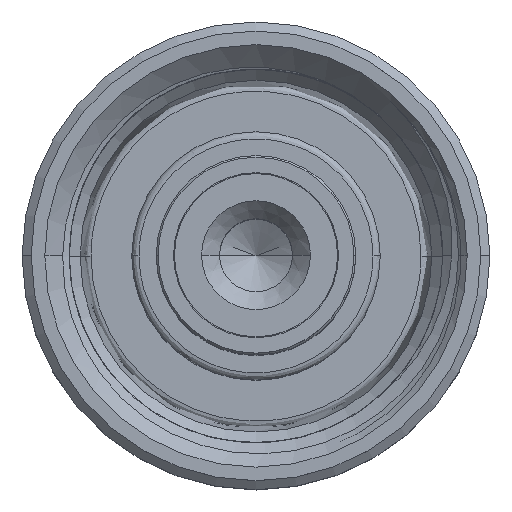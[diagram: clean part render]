
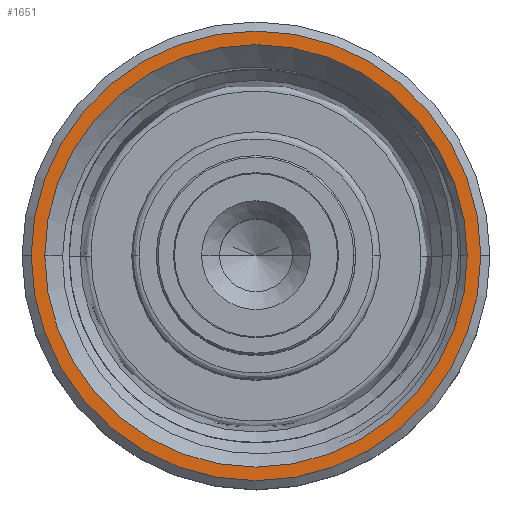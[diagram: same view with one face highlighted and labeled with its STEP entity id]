
A CAD part, top view. The second image highlights one B-rep face of the part: STEP entity #1651.
In plain terms, the highlighted planar face has unit normal (0, 0, 1).
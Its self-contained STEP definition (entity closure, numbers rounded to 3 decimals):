
#99 = VERTEX_POINT ( 'NONE', #13289 ) ;
#1651 = ADVANCED_FACE ( 'NONE', ( #14483, #10360 ), #3074, .T. ) ;
#2563 = VERTEX_POINT ( 'NONE', #13110 ) ;
#2621 = CIRCLE ( 'NONE', #8210, 5.825 ) ;
#2988 = CARTESIAN_POINT ( 'NONE',  ( 0., 6.2, 6.15 ) ) ;
#3051 = CARTESIAN_POINT ( 'NONE',  ( 0., 0., 6.15 ) ) ;
#3074 = PLANE ( 'NONE',  #16338 ) ;
#3102 = VERTEX_POINT ( 'NONE', #14004 ) ;
#3261 = CARTESIAN_POINT ( 'NONE',  ( 0., 0., 6.15 ) ) ;
#3484 = DIRECTION ( 'NONE',  ( 0., 0., -1. ) ) ;
#3576 = CARTESIAN_POINT ( 'NONE',  ( 0., 0., 6.15 ) ) ;
#4113 = AXIS2_PLACEMENT_3D ( 'NONE', #3261, #7328, #14313 ) ;
#4957 = CARTESIAN_POINT ( 'NONE',  ( -5.825, 0., 6.15 ) ) ;
#5467 = ORIENTED_EDGE ( 'NONE', *, *, #7787, .F. ) ;
#5759 = DIRECTION ( 'NONE',  ( 0., 0., -1. ) ) ;
#5819 = DIRECTION ( 'NONE',  ( 0., 0., -1. ) ) ;
#6546 = ORIENTED_EDGE ( 'NONE', *, *, #16025, .F. ) ;
#6847 = CIRCLE ( 'NONE', #13604, 6.2 ) ;
#7206 = DIRECTION ( 'NONE',  ( -1., 0., 0. ) ) ;
#7328 = DIRECTION ( 'NONE',  ( 0., 0., -1. ) ) ;
#7414 = ORIENTED_EDGE ( 'NONE', *, *, #12278, .T. ) ;
#7787 = EDGE_CURVE ( 'NONE', #3102, #2563, #6847, .T. ) ;
#8210 = AXIS2_PLACEMENT_3D ( 'NONE', #14396, #5759, #11390 ) ;
#8642 = AXIS2_PLACEMENT_3D ( 'NONE', #3051, #5819, #7206 ) ;
#10360 = FACE_BOUND ( 'NONE', #17774, .T. ) ;
#10951 = EDGE_CURVE ( 'NONE', #99, #17404, #2621, .T. ) ;
#11390 = DIRECTION ( 'NONE',  ( 1., 0., 0. ) ) ;
#12278 = EDGE_CURVE ( 'NONE', #17404, #99, #14677, .T. ) ;
#13110 = CARTESIAN_POINT ( 'NONE',  ( 6.2, 0., 6.15 ) ) ;
#13289 = CARTESIAN_POINT ( 'NONE',  ( 5.825, 0., 6.15 ) ) ;
#13325 = ORIENTED_EDGE ( 'NONE', *, *, #10951, .T. ) ;
#13604 = AXIS2_PLACEMENT_3D ( 'NONE', #3576, #3484, #14352 ) ;
#14004 = CARTESIAN_POINT ( 'NONE',  ( -6.2, 0., 6.15 ) ) ;
#14217 = DIRECTION ( 'NONE',  ( 1., 0., 0. ) ) ;
#14313 = DIRECTION ( 'NONE',  ( 1., 0., 0. ) ) ;
#14352 = DIRECTION ( 'NONE',  ( -1., 0., 0. ) ) ;
#14396 = CARTESIAN_POINT ( 'NONE',  ( 0., 0., 6.15 ) ) ;
#14483 = FACE_OUTER_BOUND ( 'NONE', #17070, .T. ) ;
#14677 = CIRCLE ( 'NONE', #4113, 5.825 ) ;
#14789 = CIRCLE ( 'NONE', #8642, 6.2 ) ;
#16025 = EDGE_CURVE ( 'NONE', #2563, #3102, #14789, .T. ) ;
#16338 = AXIS2_PLACEMENT_3D ( 'NONE', #2988, #17223, #14217 ) ;
#17070 = EDGE_LOOP ( 'NONE', ( #5467, #6546 ) ) ;
#17223 = DIRECTION ( 'NONE',  ( 0., 0., 1. ) ) ;
#17404 = VERTEX_POINT ( 'NONE', #4957 ) ;
#17774 = EDGE_LOOP ( 'NONE', ( #13325, #7414 ) ) ;
